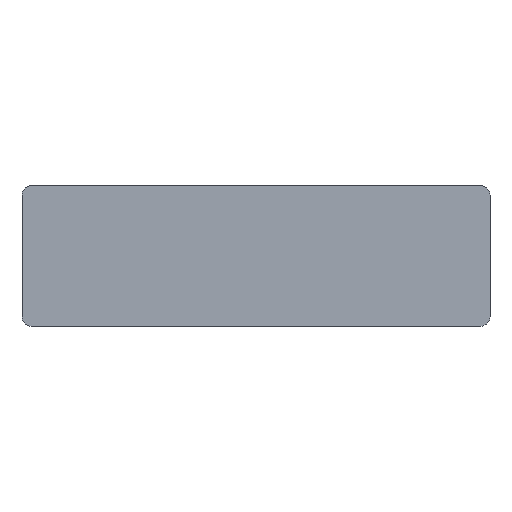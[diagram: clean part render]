
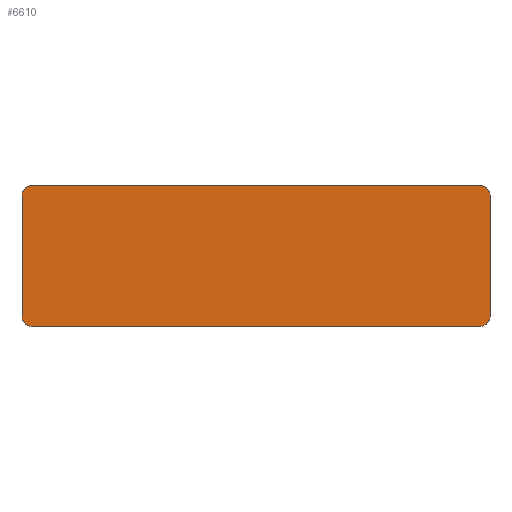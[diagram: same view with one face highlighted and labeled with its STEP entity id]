
A CAD part, front view. The second image highlights one B-rep face of the part: STEP entity #6610.
In plain terms, the highlighted planar face has unit normal (0, -1, 0).
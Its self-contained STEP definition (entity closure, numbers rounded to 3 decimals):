
#9=CARTESIAN_POINT('',(48.,-24.,-13.));
#10=DIRECTION('',(0.,-1.,0.));
#11=DIRECTION('',(0.,0.,-1.));
#12=AXIS2_PLACEMENT_3D('',#9,#10,#11);
#14=DIRECTION('',(1.,0.,0.));
#15=VECTOR('',#14,96.);
#16=CARTESIAN_POINT('',(-48.,-24.,-15.));
#17=LINE('',#16,#15);
#18=CARTESIAN_POINT('',(-48.,-24.,-13.));
#19=DIRECTION('',(0.,-1.,0.));
#20=DIRECTION('',(-1.,0.,0.));
#21=AXIS2_PLACEMENT_3D('',#18,#19,#20);
#23=CARTESIAN_POINT('',(-48.,-24.,13.));
#24=DIRECTION('',(0.,-1.,0.));
#25=DIRECTION('',(0.,0.,1.));
#26=AXIS2_PLACEMENT_3D('',#23,#24,#25);
#28=DIRECTION('',(1.,0.,0.));
#29=VECTOR('',#28,96.);
#30=CARTESIAN_POINT('',(-48.,-24.,15.));
#31=LINE('',#30,#29);
#32=CARTESIAN_POINT('',(48.,-24.,13.));
#33=DIRECTION('',(0.,-1.,0.));
#34=DIRECTION('',(1.,0.,0.));
#35=AXIS2_PLACEMENT_3D('',#32,#33,#34);
#63=DIRECTION('',(0.,0.,1.));
#64=VECTOR('',#63,26.);
#65=CARTESIAN_POINT('',(50.,-24.,-13.));
#66=LINE('',#65,#64);
#2218=DIRECTION('',(0.,0.,-1.));
#2219=VECTOR('',#2218,26.);
#2220=CARTESIAN_POINT('',(-50.,-24.,13.));
#2221=LINE('',#2220,#2219);
#6114=CARTESIAN_POINT('',(48.,-24.,-15.));
#6115=CARTESIAN_POINT('',(50.,-24.,-13.));
#6116=VERTEX_POINT('',#6114);
#6117=VERTEX_POINT('',#6115);
#6128=CARTESIAN_POINT('',(50.,-24.,13.));
#6129=CARTESIAN_POINT('',(48.,-24.,15.));
#6130=VERTEX_POINT('',#6128);
#6131=VERTEX_POINT('',#6129);
#6142=CARTESIAN_POINT('',(-48.,-24.,15.));
#6143=CARTESIAN_POINT('',(-50.,-24.,13.));
#6144=VERTEX_POINT('',#6142);
#6145=VERTEX_POINT('',#6143);
#6156=CARTESIAN_POINT('',(-50.,-24.,-13.));
#6157=CARTESIAN_POINT('',(-48.,-24.,-15.));
#6158=VERTEX_POINT('',#6156);
#6159=VERTEX_POINT('',#6157);
#6589=CARTESIAN_POINT('',(0.,-24.,0.));
#6590=DIRECTION('',(0.,-1.,0.));
#6591=DIRECTION('',(1.,0.,0.));
#6592=AXIS2_PLACEMENT_3D('',#6589,#6590,#6591);
#6593=PLANE('',#6592);
#6595=ORIENTED_EDGE('',*,*,#6594,.F.);
#6597=ORIENTED_EDGE('',*,*,#6596,.F.);
#6599=ORIENTED_EDGE('',*,*,#6598,.F.);
#6601=ORIENTED_EDGE('',*,*,#6600,.F.);
#6603=ORIENTED_EDGE('',*,*,#6602,.F.);
#6604=ORIENTED_EDGE('',*,*,#6565,.T.);
#6605=ORIENTED_EDGE('',*,*,#6579,.F.);
#6607=ORIENTED_EDGE('',*,*,#6606,.F.);
#6608=EDGE_LOOP('',(#6595,#6597,#6599,#6601,#6603,#6604,#6605,#6607));
#6609=FACE_OUTER_BOUND('',#6608,.F.);
#6610=ADVANCED_FACE('',(#6609),#6593,.T.);
#13=CIRCLE('',#12,2.);
#22=CIRCLE('',#21,2.);
#27=CIRCLE('',#26,2.);
#36=CIRCLE('',#35,2.);
#6565=EDGE_CURVE('',#6144,#6131,#31,.T.);
#6579=EDGE_CURVE('',#6130,#6131,#36,.T.);
#6594=EDGE_CURVE('',#6116,#6117,#13,.T.);
#6596=EDGE_CURVE('',#6159,#6116,#17,.T.);
#6598=EDGE_CURVE('',#6158,#6159,#22,.T.);
#6600=EDGE_CURVE('',#6145,#6158,#2221,.T.);
#6602=EDGE_CURVE('',#6144,#6145,#27,.T.);
#6606=EDGE_CURVE('',#6117,#6130,#66,.T.);
